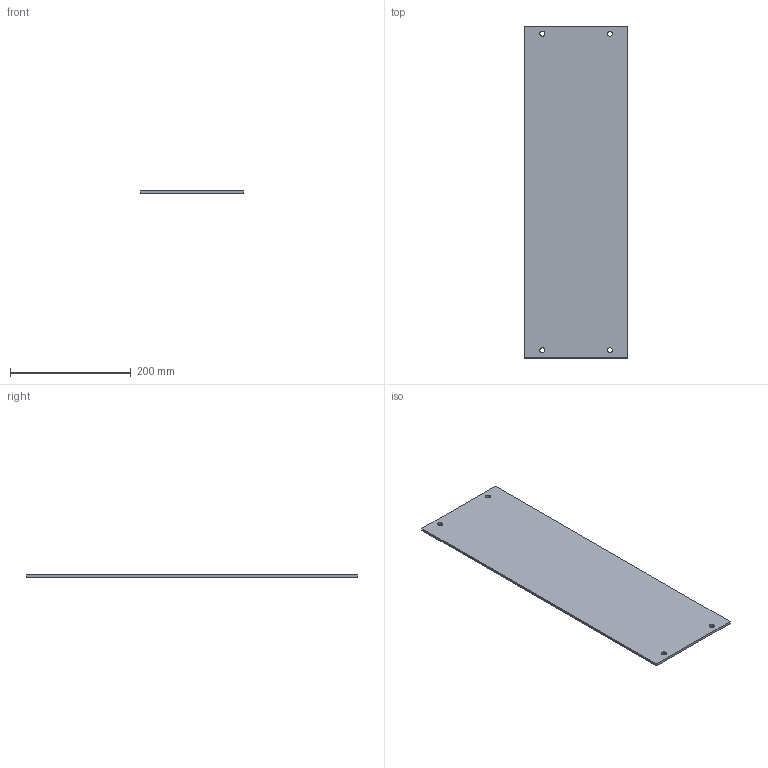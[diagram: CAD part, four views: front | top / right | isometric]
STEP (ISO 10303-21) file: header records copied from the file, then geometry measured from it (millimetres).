
FILE_DESCRIPTION((''), '2;1');
FILE_NAME( 'output_file', '2009-06-07T17:44:47-07:00', (''), (''), 'SolveSpace', '', '');
FILE_SCHEMA (('CONFIG_CONTROL_DESIGN'));
Length unit declared in the file: millimetre
Products named in the file (1): 1
Bounding box: 171.75 x 549.5 x 4 mm (x, y, z)
Surface area: 194512.9 mm2 (no closed solid volume)
Topology: 0 solids, 22 shells, 22 faces, 120 edges, 120 vertices
Faces by surface type: bspline 22
Entity records: 1004 total; most frequent: CARTESIAN_POINT 545, VERTEX_POINT 120, EDGE_CURVE 120, ORIENTED_EDGE 120, EDGE_LOOP 30, FACE_OUTER_BOUND 22, ADVANCED_FACE 22, FACE_BOUND 8
